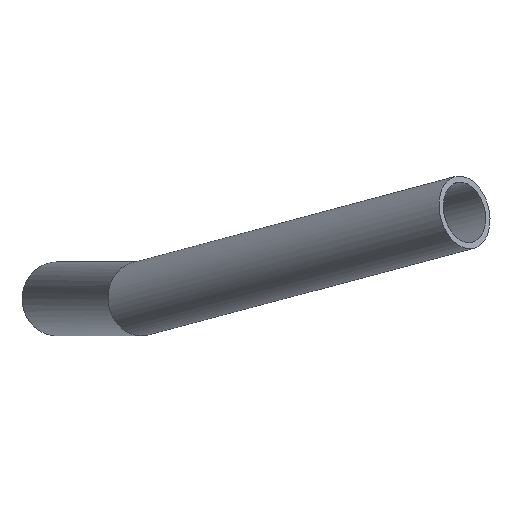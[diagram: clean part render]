
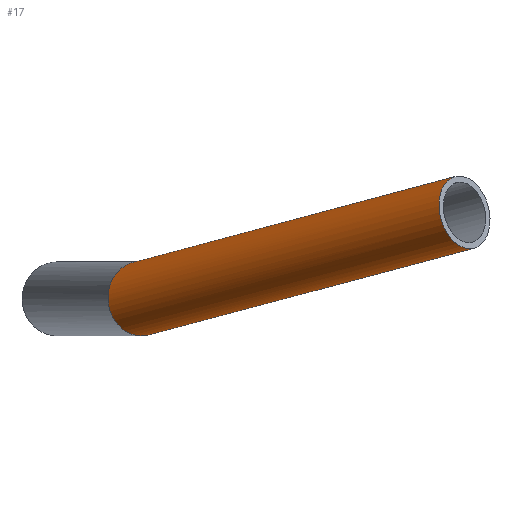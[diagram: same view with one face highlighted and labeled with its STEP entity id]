
A CAD part, front view. The second image highlights one B-rep face of the part: STEP entity #17.
In plain terms, the highlighted cylindrical face has radius 30 mm (diameter 60 mm), a full revolution.
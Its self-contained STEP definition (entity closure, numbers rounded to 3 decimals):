
#17 = ADVANCED_FACE('',(#18),#32,.T.);
#18 = FACE_BOUND('',#19,.T.);
#19 = EDGE_LOOP('',(#20,#50,#119,#170,#171));
#20 = ORIENTED_EDGE('',*,*,#21,.T.);
#21 = EDGE_CURVE('',#22,#24,#26,.T.);
#22 = VERTEX_POINT('',#23);
#23 = CARTESIAN_POINT('',(-9783.105,15025.58,
    -3300.324));
#24 = VERTEX_POINT('',#25);
#25 = CARTESIAN_POINT('',(-10051.782,15270.937,
    -3372.046));
#26 = SEAM_CURVE('',#27,(#31,#43),.PCURVE_S1.);
#27 = LINE('',#28,#29);
#28 = CARTESIAN_POINT('',(-9783.105,15025.58,
    -3300.324));
#29 = VECTOR('',#30,1.);
#30 = DIRECTION('',(-0.724,0.662,-0.193));
#31 = PCURVE('',#32,#37);
#32 = CYLINDRICAL_SURFACE('',#33,30.);
#33 = AXIS2_PLACEMENT_3D('',#34,#35,#36);
#34 = CARTESIAN_POINT('',(-9762.875,15047.733,
    -3300.324));
#35 = DIRECTION('',(-0.724,0.662,-0.193));
#36 = DIRECTION('',(-0.674,-0.738,0.)
  );
#37 = DEFINITIONAL_REPRESENTATION('',(#38),#42);
#38 = LINE('',#39,#40);
#39 = CARTESIAN_POINT('',(6.283,-0.));
#40 = VECTOR('',#41,1.);
#41 = DIRECTION('',(0.,1.));
#42 = ( GEOMETRIC_REPRESENTATION_CONTEXT(2) 
PARAMETRIC_REPRESENTATION_CONTEXT() REPRESENTATION_CONTEXT('2D SPACE',''
  ) );
#43 = PCURVE('',#32,#44);
#44 = DEFINITIONAL_REPRESENTATION('',(#45),#49);
#45 = LINE('',#46,#47);
#46 = CARTESIAN_POINT('',(0.,-0.));
#47 = VECTOR('',#48,1.);
#48 = DIRECTION('',(0.,1.));
#49 = ( GEOMETRIC_REPRESENTATION_CONTEXT(2) 
PARAMETRIC_REPRESENTATION_CONTEXT() REPRESENTATION_CONTEXT('2D SPACE',''
  ) );
#50 = ORIENTED_EDGE('',*,*,#51,.T.);
#51 = EDGE_CURVE('',#24,#52,#54,.T.);
#52 = VERTEX_POINT('',#53);
#53 = CARTESIAN_POINT('',(-10051.868,15271.074,
    -3370.445));
#54 = SURFACE_CURVE('',#55,(#60,#90),.PCURVE_S1.);
#55 = ELLIPSE('',#56,31.239,30.);
#56 = AXIS2_PLACEMENT_3D('',#57,#58,#59);
#57 = CARTESIAN_POINT('',(-10025.554,15287.613,
    -3370.445));
#58 = DIRECTION('',(0.529,-0.842,0.101));
#59 = DIRECTION('',(-0.775,-0.528,-0.347));
#60 = PCURVE('',#32,#61);
#61 = DEFINITIONAL_REPRESENTATION('',(#62),#89);
#62 = B_SPLINE_CURVE_WITH_KNOTS('',9,(#63,#64,#65,#66,#67,#68,#69,#70,
    #71,#72,#73,#74,#75,#76,#77,#78,#79,#80,#81,#82,#83,#84,#85,#86,#87,
    #88),.UNSPECIFIED.,.F.,.F.,(10,8,8,10),(5.967,
    7.538,9.894,12.25),.UNSPECIFIED.);
#63 = CARTESIAN_POINT('',(6.283,370.852));
#64 = CARTESIAN_POINT('',(6.109,371.324));
#65 = CARTESIAN_POINT('',(5.934,371.513));
#66 = CARTESIAN_POINT('',(5.76,371.398));
#67 = CARTESIAN_POINT('',(5.585,370.973));
#68 = CARTESIAN_POINT('',(5.411,370.254));
#69 = CARTESIAN_POINT('',(5.236,369.273));
#70 = CARTESIAN_POINT('',(5.061,368.078));
#71 = CARTESIAN_POINT('',(4.887,366.726));
#72 = CARTESIAN_POINT('',(4.451,363.113));
#73 = CARTESIAN_POINT('',(4.189,360.737));
#74 = CARTESIAN_POINT('',(3.927,358.367));
#75 = CARTESIAN_POINT('',(3.665,356.246));
#76 = CARTESIAN_POINT('',(3.403,354.603));
#77 = CARTESIAN_POINT('',(3.142,353.61));
#78 = CARTESIAN_POINT('',(2.88,353.341));
#79 = CARTESIAN_POINT('',(2.618,353.774));
#80 = CARTESIAN_POINT('',(2.094,355.836));
#81 = CARTESIAN_POINT('',(1.833,357.466));
#82 = CARTESIAN_POINT('',(1.571,359.594));
#83 = CARTESIAN_POINT('',(1.309,362.036));
#84 = CARTESIAN_POINT('',(1.047,364.552));
#85 = CARTESIAN_POINT('',(0.785,366.881));
#86 = CARTESIAN_POINT('',(0.524,368.796));
#87 = CARTESIAN_POINT('',(0.262,370.143));
#88 = CARTESIAN_POINT('',(0.,370.852));
#89 = ( GEOMETRIC_REPRESENTATION_CONTEXT(2) 
PARAMETRIC_REPRESENTATION_CONTEXT() REPRESENTATION_CONTEXT('2D SPACE',''
  ) );
#90 = PCURVE('',#91,#96);
#91 = CYLINDRICAL_SURFACE('',#92,30.);
#92 = AXIS2_PLACEMENT_3D('',#93,#94,#95);
#93 = CARTESIAN_POINT('',(-10092.941,15508.028,
    -3370.445));
#94 = DIRECTION('',(0.292,-0.956,0.));
#95 = DIRECTION('',(-0.956,-0.292,0.));
#96 = DEFINITIONAL_REPRESENTATION('',(#97),#118);
#97 = B_SPLINE_CURVE_WITH_KNOTS('',10,(#98,#99,#100,#101,#102,#103,#104,
    #105,#106,#107,#108,#109,#110,#111,#112,#113,#114,#115,#116,#117),
  .UNSPECIFIED.,.F.,.F.,(11,9,11),(5.967,9.082,
    12.197),.UNSPECIFIED.);
#98 = CARTESIAN_POINT('',(0.053,238.765));
#99 = CARTESIAN_POINT('',(0.365,239.608));
#100 = CARTESIAN_POINT('',(0.676,239.559));
#101 = CARTESIAN_POINT('',(0.988,238.504));
#102 = CARTESIAN_POINT('',(1.299,236.483));
#103 = CARTESIAN_POINT('',(1.611,233.72));
#104 = CARTESIAN_POINT('',(1.922,230.592));
#105 = CARTESIAN_POINT('',(2.234,227.549));
#106 = CARTESIAN_POINT('',(2.545,224.991));
#107 = CARTESIAN_POINT('',(2.857,223.195));
#108 = CARTESIAN_POINT('',(3.48,221.371));
#109 = CARTESIAN_POINT('',(3.791,221.343));
#110 = CARTESIAN_POINT('',(4.103,222.323));
#111 = CARTESIAN_POINT('',(4.414,224.28));
#112 = CARTESIAN_POINT('',(4.726,227.001));
#113 = CARTESIAN_POINT('',(5.037,230.115));
#114 = CARTESIAN_POINT('',(5.349,233.174));
#115 = CARTESIAN_POINT('',(5.66,235.773));
#116 = CARTESIAN_POINT('',(5.972,237.629));
#117 = CARTESIAN_POINT('',(6.283,238.609));
#118 = ( GEOMETRIC_REPRESENTATION_CONTEXT(2) 
PARAMETRIC_REPRESENTATION_CONTEXT() REPRESENTATION_CONTEXT('2D SPACE',''
  ) );
#119 = ORIENTED_EDGE('',*,*,#120,.T.);
#120 = EDGE_CURVE('',#52,#24,#121,.T.);
#121 = SURFACE_CURVE('',#122,(#127,#157),.PCURVE_S1.);
#122 = ELLIPSE('',#123,31.239,30.);
#123 = AXIS2_PLACEMENT_3D('',#124,#125,#126);
#124 = CARTESIAN_POINT('',(-10025.554,15287.613,
    -3370.445));
#125 = DIRECTION('',(0.529,-0.842,0.101));
#126 = DIRECTION('',(-0.775,-0.528,-0.347));
#127 = PCURVE('',#32,#128);
#128 = DEFINITIONAL_REPRESENTATION('',(#129),#156);
#129 = B_SPLINE_CURVE_WITH_KNOTS('',9,(#130,#131,#132,#133,#134,#135,
    #136,#137,#138,#139,#140,#141,#142,#143,#144,#145,#146,#147,#148,
    #149,#150,#151,#152,#153,#154,#155),.UNSPECIFIED.,.F.,.F.,(10,8,8,10
    ),(5.967,7.538,9.894,12.25),
  .UNSPECIFIED.);
#130 = CARTESIAN_POINT('',(6.283,370.852));
#131 = CARTESIAN_POINT('',(6.109,371.324));
#132 = CARTESIAN_POINT('',(5.934,371.513));
#133 = CARTESIAN_POINT('',(5.76,371.398));
#134 = CARTESIAN_POINT('',(5.585,370.973));
#135 = CARTESIAN_POINT('',(5.411,370.254));
#136 = CARTESIAN_POINT('',(5.236,369.273));
#137 = CARTESIAN_POINT('',(5.061,368.078));
#138 = CARTESIAN_POINT('',(4.887,366.726));
#139 = CARTESIAN_POINT('',(4.451,363.113));
#140 = CARTESIAN_POINT('',(4.189,360.737));
#141 = CARTESIAN_POINT('',(3.927,358.367));
#142 = CARTESIAN_POINT('',(3.665,356.246));
#143 = CARTESIAN_POINT('',(3.403,354.603));
#144 = CARTESIAN_POINT('',(3.142,353.61));
#145 = CARTESIAN_POINT('',(2.88,353.341));
#146 = CARTESIAN_POINT('',(2.618,353.774));
#147 = CARTESIAN_POINT('',(2.094,355.836));
#148 = CARTESIAN_POINT('',(1.833,357.466));
#149 = CARTESIAN_POINT('',(1.571,359.594));
#150 = CARTESIAN_POINT('',(1.309,362.036));
#151 = CARTESIAN_POINT('',(1.047,364.552));
#152 = CARTESIAN_POINT('',(0.785,366.881));
#153 = CARTESIAN_POINT('',(0.524,368.796));
#154 = CARTESIAN_POINT('',(0.262,370.143));
#155 = CARTESIAN_POINT('',(0.,370.852));
#156 = ( GEOMETRIC_REPRESENTATION_CONTEXT(2) 
PARAMETRIC_REPRESENTATION_CONTEXT() REPRESENTATION_CONTEXT('2D SPACE',''
  ) );
#157 = PCURVE('',#91,#158);
#158 = DEFINITIONAL_REPRESENTATION('',(#159),#169);
#159 = B_SPLINE_CURVE_WITH_KNOTS('',8,(#160,#161,#162,#163,#164,#165,
    #166,#167,#168),.UNSPECIFIED.,.F.,.F.,(9,9),(12.197,
    12.25),.PIECEWISE_BEZIER_KNOTS.);
#160 = CARTESIAN_POINT('',(0.,238.609));
#161 = CARTESIAN_POINT('',(0.007,238.63));
#162 = CARTESIAN_POINT('',(0.013,238.65));
#163 = CARTESIAN_POINT('',(0.02,238.67));
#164 = CARTESIAN_POINT('',(0.027,238.69));
#165 = CARTESIAN_POINT('',(0.033,238.709));
#166 = CARTESIAN_POINT('',(0.04,238.728));
#167 = CARTESIAN_POINT('',(0.047,238.747));
#168 = CARTESIAN_POINT('',(0.053,238.765));
#169 = ( GEOMETRIC_REPRESENTATION_CONTEXT(2) 
PARAMETRIC_REPRESENTATION_CONTEXT() REPRESENTATION_CONTEXT('2D SPACE',''
  ) );
#170 = ORIENTED_EDGE('',*,*,#21,.F.);
#171 = ORIENTED_EDGE('',*,*,#172,.T.);
#172 = EDGE_CURVE('',#22,#22,#173,.T.);
#173 = SURFACE_CURVE('',#174,(#179,#186),.PCURVE_S1.);
#174 = CIRCLE('',#175,30.);
#175 = AXIS2_PLACEMENT_3D('',#176,#177,#178);
#176 = CARTESIAN_POINT('',(-9762.875,15047.733,
    -3300.324));
#177 = DIRECTION('',(-0.724,0.662,-0.193));
#178 = DIRECTION('',(-0.674,-0.738,0.)
  );
#179 = PCURVE('',#32,#180);
#180 = DEFINITIONAL_REPRESENTATION('',(#181),#185);
#181 = LINE('',#182,#183);
#182 = CARTESIAN_POINT('',(0.,0.));
#183 = VECTOR('',#184,1.);
#184 = DIRECTION('',(1.,0.));
#185 = ( GEOMETRIC_REPRESENTATION_CONTEXT(2) 
PARAMETRIC_REPRESENTATION_CONTEXT() REPRESENTATION_CONTEXT('2D SPACE',''
  ) );
#186 = PCURVE('',#187,#192);
#187 = PLANE('',#188);
#188 = AXIS2_PLACEMENT_3D('',#189,#190,#191);
#189 = CARTESIAN_POINT('',(-9762.875,15047.733,
    -3300.324));
#190 = DIRECTION('',(-0.724,0.662,-0.193));
#191 = DIRECTION('',(-0.674,-0.738,0.)
  );
#192 = DEFINITIONAL_REPRESENTATION('',(#193),#197);
#193 = CIRCLE('',#194,30.);
#194 = AXIS2_PLACEMENT_2D('',#195,#196);
#195 = CARTESIAN_POINT('',(0.,0.));
#196 = DIRECTION('',(1.,0.));
#197 = ( GEOMETRIC_REPRESENTATION_CONTEXT(2) 
PARAMETRIC_REPRESENTATION_CONTEXT() REPRESENTATION_CONTEXT('2D SPACE',''
  ) );
